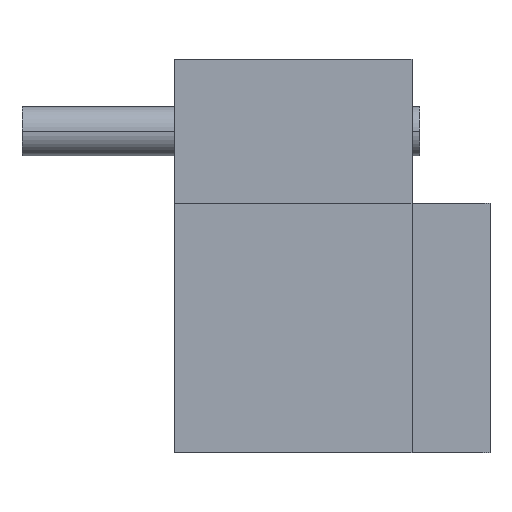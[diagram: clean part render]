
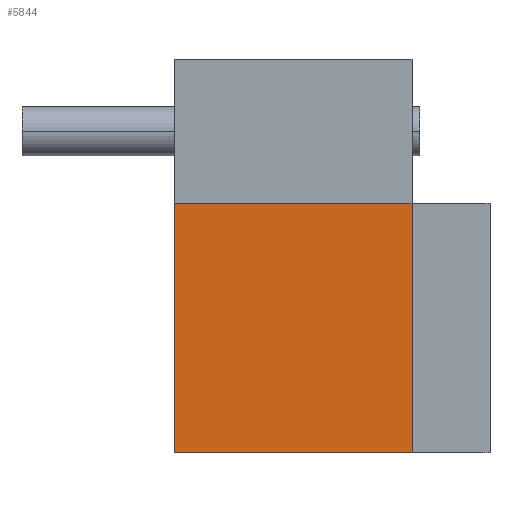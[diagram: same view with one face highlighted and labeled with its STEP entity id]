
A CAD part, left-side view. The second image highlights one B-rep face of the part: STEP entity #5844.
In plain terms, the highlighted planar face has unit normal (-1, 0, 0).
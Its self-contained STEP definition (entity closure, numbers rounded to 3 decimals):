
#12 = CARTESIAN_POINT ( 'NONE',  ( -5.27, -1.525, 3.2 ) ) ;
#87 = DIRECTION ( 'NONE',  ( -1., 0., 0. ) ) ;
#108 = EDGE_CURVE ( 'NONE', #477, #5086, #3208, .T. ) ;
#339 = LINE ( 'NONE', #365, #3538 ) ;
#365 = CARTESIAN_POINT ( 'NONE',  ( -5.27, 1.525, 0. ) ) ;
#477 = VERTEX_POINT ( 'NONE', #1340 ) ;
#857 = EDGE_CURVE ( 'NONE', #1623, #477, #339, .T. ) ;
#867 = VECTOR ( 'NONE', #4536, 1000. ) ;
#1006 = ORIENTED_EDGE ( 'NONE', *, *, #1883, .T. ) ;
#1284 = DIRECTION ( 'NONE',  ( 0., 0., 1. ) ) ;
#1340 = CARTESIAN_POINT ( 'NONE',  ( -5.27, 1.525, 3.2 ) ) ;
#1370 = EDGE_LOOP ( 'NONE', ( #2148, #3240, #1006, #2269 ) ) ;
#1564 = VECTOR ( 'NONE', #3371, 1000. ) ;
#1623 = VERTEX_POINT ( 'NONE', #4797 ) ;
#1750 = EDGE_CURVE ( 'NONE', #2354, #5086, #1847, .T. ) ;
#1764 = CARTESIAN_POINT ( 'NONE',  ( -5.27, -1.525, 0. ) ) ;
#1807 = CARTESIAN_POINT ( 'NONE',  ( -5.27, -2.025, 3.2 ) ) ;
#1847 = LINE ( 'NONE', #1764, #5734 ) ;
#1883 = EDGE_CURVE ( 'NONE', #1623, #2354, #3748, .T. ) ;
#2148 = ORIENTED_EDGE ( 'NONE', *, *, #108, .F. ) ;
#2269 = ORIENTED_EDGE ( 'NONE', *, *, #1750, .T. ) ;
#2349 = FACE_OUTER_BOUND ( 'NONE', #1370, .T. ) ;
#2354 = VERTEX_POINT ( 'NONE', #4082 ) ;
#3208 = LINE ( 'NONE', #1807, #867 ) ;
#3215 = AXIS2_PLACEMENT_3D ( 'NONE', #4153, #87, #5510 ) ;
#3240 = ORIENTED_EDGE ( 'NONE', *, *, #857, .F. ) ;
#3371 = DIRECTION ( 'NONE',  ( 0., -1., 0. ) ) ;
#3538 = VECTOR ( 'NONE', #1284, 1000. ) ;
#3707 = PLANE ( 'NONE',  #3215 ) ;
#3748 = LINE ( 'NONE', #5621, #1564 ) ;
#4082 = CARTESIAN_POINT ( 'NONE',  ( -5.27, -1.525, 0. ) ) ;
#4134 = DIRECTION ( 'NONE',  ( 0., 0., 1. ) ) ;
#4153 = CARTESIAN_POINT ( 'NONE',  ( -5.27, 1.525, 0. ) ) ;
#4536 = DIRECTION ( 'NONE',  ( 0., -1., 0. ) ) ;
#4797 = CARTESIAN_POINT ( 'NONE',  ( -5.27, 1.525, 0. ) ) ;
#5086 = VERTEX_POINT ( 'NONE', #12 ) ;
#5510 = DIRECTION ( 'NONE',  ( 0., -1., 0. ) ) ;
#5621 = CARTESIAN_POINT ( 'NONE',  ( -5.27, 1.525, 0. ) ) ;
#5734 = VECTOR ( 'NONE', #4134, 1000. ) ;
#5844 = ADVANCED_FACE ( 'NONE', ( #2349 ), #3707, .T. ) ;
